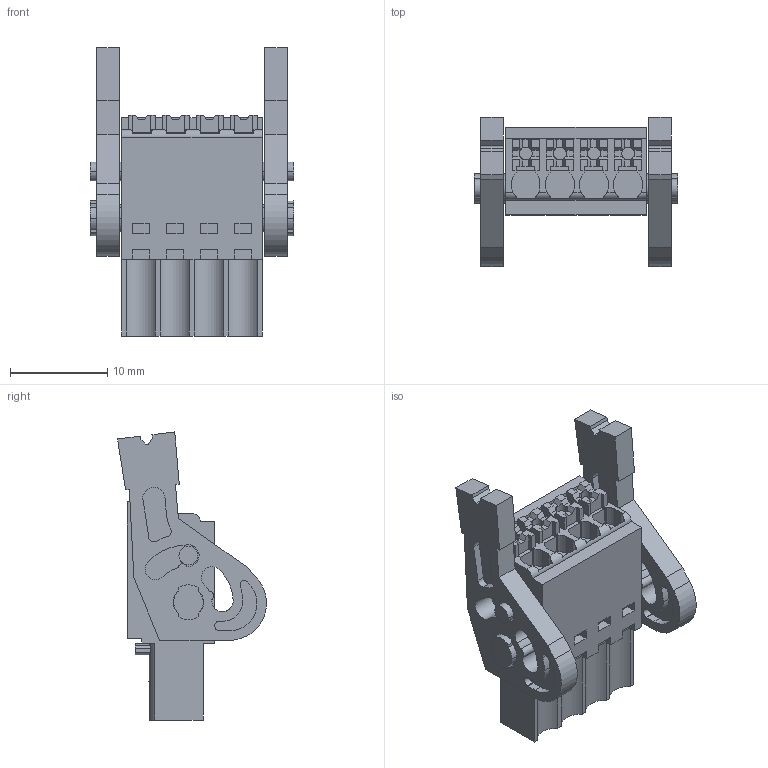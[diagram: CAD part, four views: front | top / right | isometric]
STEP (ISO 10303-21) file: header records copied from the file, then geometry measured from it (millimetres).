
FILE_DESCRIPTION(('CATIA V5R24 STEP','CAx-IF Rec.Pracs.--- Model Styling and Organization---1.2---2011-12-15'),'2;1');
FILE_NAME ('D1463142_0', '2018-03-16T12:54:44+00:00', ('Weidmueller Interface'), ('Weidmueller'), 'CATIA Version 5-6 Release 2014 SP4 HF52', 'CATIA V5 STEP AP214', 'none');
FILE_SCHEMA(('AUTOMOTIVE_DESIGN { 1 0 10303 214 1 1 1 1 }'));
Length unit declared in the file: millimetre
Products named in the file (1): 2538030000
Bounding box: 20.9 x 15.3 x 29.59 mm (x, y, z)
Volume: 2803.5 mm3; surface area: 3165.7 mm2
Topology: 7 solids, 7 shells, 556 faces, 1585 edges, 1063 vertices
Faces by surface type: plane 427, cylinder 129
Entity records: 17458 total; most frequent: CARTESIAN_POINT 3659, ORIENTED_EDGE 3170, DIRECTION 2294, EDGE_CURVE 1585, VECTOR 1205, LINE 1205, VERTEX_POINT 1063, AXIS2_PLACEMENT_3D 675
